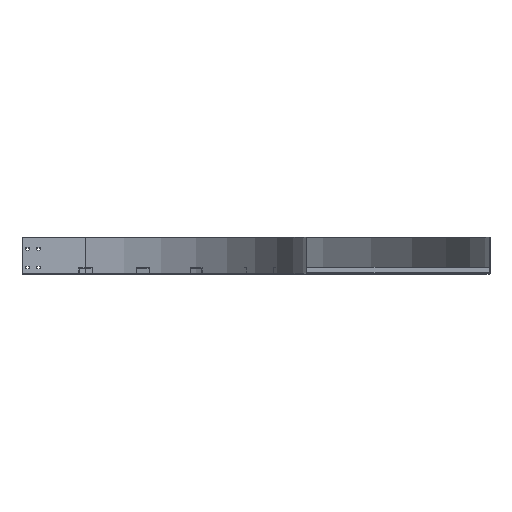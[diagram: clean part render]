
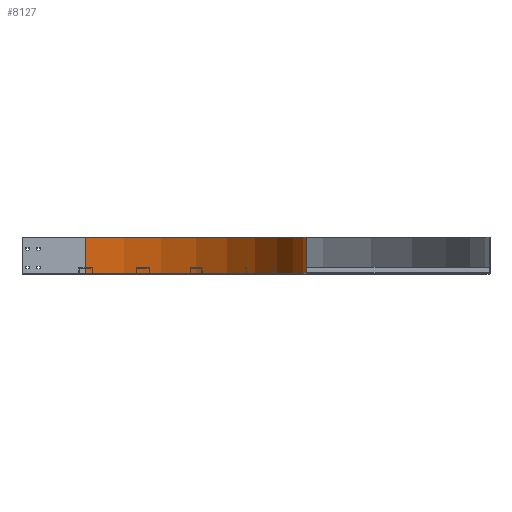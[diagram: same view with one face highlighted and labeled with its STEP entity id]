
A CAD part, top view. The second image highlights one B-rep face of the part: STEP entity #8127.
In plain terms, the highlighted cylindrical face has radius 600 mm (diameter 1200 mm), a partial arc.
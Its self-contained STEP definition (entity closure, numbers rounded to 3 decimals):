
#70 = AXIS2_PLACEMENT_3D ( 'NONE', #3441, #3442, #3443 ) ;
#478 = ORIENTED_EDGE ( 'NONE', *, *, #1577, .F. ) ;
#479 = ORIENTED_EDGE ( 'NONE', *, *, #1588, .T. ) ;
#480 = ORIENTED_EDGE ( 'NONE', *, *, #1005, .T. ) ;
#481 = ORIENTED_EDGE ( 'NONE', *, *, #1010, .F. ) ;
#761 = LINE ( 'NONE', #986, #762 ) ;
#762 = VECTOR ( 'NONE', #984, 1000. ) ;
#766 = CIRCLE ( 'NONE', #6936, 600. ) ;
#984 = DIRECTION ( 'NONE',  ( 0., -1., 0. ) ) ;
#986 = CARTESIAN_POINT ( 'NONE',  ( -600., -41.13, -773. ) ) ;
#1001 = CARTESIAN_POINT ( 'NONE',  ( -600., -41.13, -173. ) ) ;
#1002 = DIRECTION ( 'NONE',  ( 0., 1., 0. ) ) ;
#1003 = DIRECTION ( 'NONE',  ( 0., 0., 1. ) ) ;
#1005 = EDGE_CURVE ( 'NONE', #8253, #8254, #761, .T. ) ;
#1010 = EDGE_CURVE ( 'NONE', #8250, #8254, #766, .T. ) ;
#1577 = EDGE_CURVE ( 'NONE', #8247, #8250, #3108, .T. ) ;
#1588 = EDGE_CURVE ( 'NONE', #8247, #8253, #3123, .T. ) ;
#2602 = FACE_OUTER_BOUND ( 'NONE', #4770, .T. ) ;
#2609 = CYLINDRICAL_SURFACE ( 'NONE', #5855, 600. ) ;
#3108 = LINE ( 'NONE', #3405, #3110 ) ;
#3110 = VECTOR ( 'NONE', #3406, 1000. ) ;
#3123 = CIRCLE ( 'NONE', #70, 600. ) ;
#3405 = CARTESIAN_POINT ( 'NONE',  ( 0., -41.13, -173. ) ) ;
#3406 = DIRECTION ( 'NONE',  ( 0., -1., 0. ) ) ;
#3441 = CARTESIAN_POINT ( 'NONE',  ( -600., 57.07, -173. ) ) ;
#3442 = DIRECTION ( 'NONE',  ( 0., 1., 0. ) ) ;
#3443 = DIRECTION ( 'NONE',  ( 0., 0., 1. ) ) ;
#4770 = EDGE_LOOP ( 'NONE', ( #478, #479, #480, #481 ) ) ;
#5817 = CARTESIAN_POINT ( 'NONE',  ( 0., 57.07, -173. ) ) ;
#5855 = AXIS2_PLACEMENT_3D ( 'NONE', #5939, #5937, #5934 ) ;
#5934 = DIRECTION ( 'NONE',  ( 0., 0., 1. ) ) ;
#5937 = DIRECTION ( 'NONE',  ( 0., 1., 0. ) ) ;
#5939 = CARTESIAN_POINT ( 'NONE',  ( -600., 0., -173. ) ) ;
#6219 = CARTESIAN_POINT ( 'NONE',  ( 0., -41.13, -173. ) ) ;
#6222 = CARTESIAN_POINT ( 'NONE',  ( -600., 57.07, -773. ) ) ;
#6223 = CARTESIAN_POINT ( 'NONE',  ( -600., -41.13, -773. ) ) ;
#6936 = AXIS2_PLACEMENT_3D ( 'NONE', #1001, #1002, #1003 ) ;
#8127 = ADVANCED_FACE ( 'NONE', ( #2602 ), #2609, .F. ) ;
#8247 = VERTEX_POINT ( 'NONE', #5817 ) ;
#8250 = VERTEX_POINT ( 'NONE', #6219 ) ;
#8253 = VERTEX_POINT ( 'NONE', #6222 ) ;
#8254 = VERTEX_POINT ( 'NONE', #6223 ) ;
